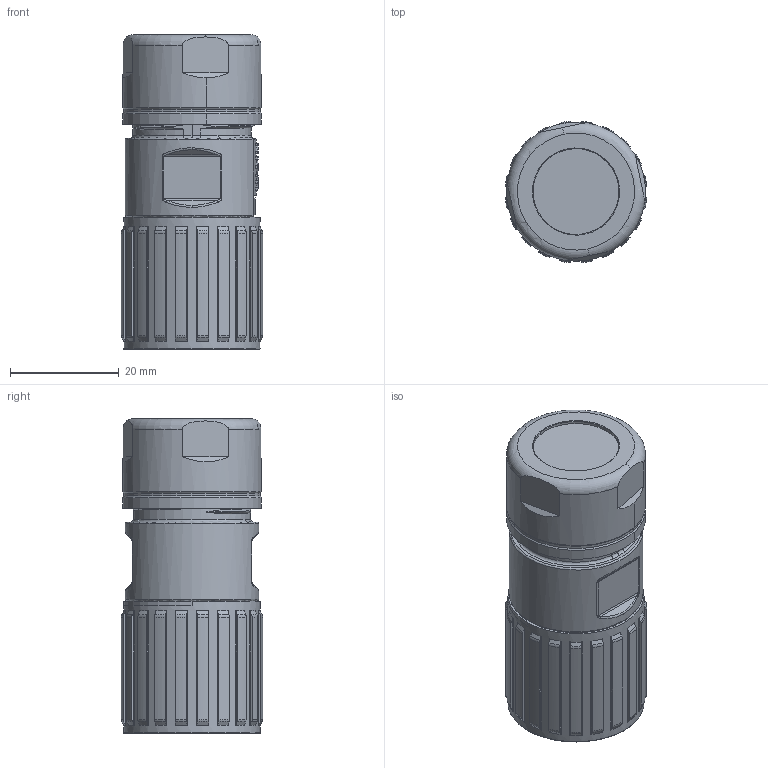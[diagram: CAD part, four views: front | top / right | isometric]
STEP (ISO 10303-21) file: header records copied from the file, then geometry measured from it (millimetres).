
FILE_DESCRIPTION((''),'2;1');
FILE_NAME('3D_1810174003005_MR23-017R-T-D1','2024-01-22T',('js.wu'),(''),'PRO/ENGINEER BY PARAMETRIC TECHNOLOGY CORPORATION, 2012480','PRO/ENGINEER BY PARAMETRIC TECHNOLOGY CORPORATION, 2012480','');
FILE_SCHEMA(('CONFIG_CONTROL_DESIGN'));
Length unit declared in the file: millimetre
Products named in the file (1): 3D_1810174003005_MR23-017R-T-D1
Bounding box: 25.93 x 25.93 x 57.8 mm (x, y, z)
Volume: 23364 mm3; surface area: 10952.8 mm2
Topology: 1 solids, 1 shells, 728 faces, 2236 edges, 1526 vertices
Faces by surface type: cylinder 227, plane 210, cone 108, bspline 95, torus 75, sphere 8, extrusion 5
Entity records: 35742 total; most frequent: CARTESIAN_POINT 16864, ORIENTED_EDGE 4458, DIRECTION 3368, EDGE_CURVE 2229, VERTEX_POINT 1526, AXIS2_PLACEMENT_3D 1349, B_SPLINE_CURVE_WITH_KNOTS 848, EDGE_LOOP 783
